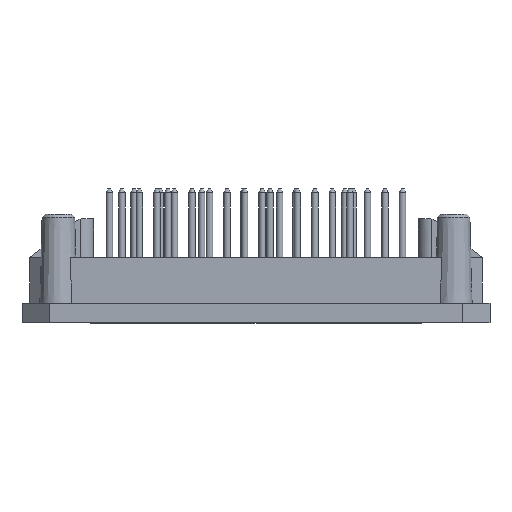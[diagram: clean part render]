
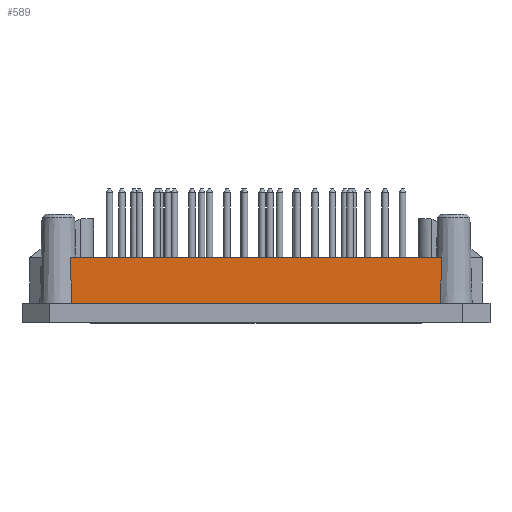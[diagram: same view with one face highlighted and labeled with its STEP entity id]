
A CAD part, front view. The second image highlights one B-rep face of the part: STEP entity #589.
In plain terms, the highlighted planar face has unit normal (0, -1, 0).
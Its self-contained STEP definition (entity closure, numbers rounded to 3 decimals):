
#589 = ADVANCED_FACE( '', ( #1318 ), #1319, .T. );
#1318 = FACE_OUTER_BOUND( '', #2239, .T. );
#1319 = PLANE( '', #2240 );
#2239 = EDGE_LOOP( '', ( #3722, #3723, #3724, #3725 ) );
#2240 = AXIS2_PLACEMENT_3D( '', #3726, #3727, #3728 );
#3722 = ORIENTED_EDGE( '', *, *, #4430, .T. );
#3723 = ORIENTED_EDGE( '', *, *, #4047, .F. );
#3724 = ORIENTED_EDGE( '', *, *, #4541, .T. );
#3725 = ORIENTED_EDGE( '', *, *, #4551, .F. );
#3726 = CARTESIAN_POINT( '', ( 34.8, -16.825, 10. ) );
#3727 = DIRECTION( '', ( 0., -1., 0. ) );
#3728 = DIRECTION( '', ( 1., 0., 0. ) );
#4047 = EDGE_CURVE( '', #4684, #4686, #4687, .T. );
#4430 = EDGE_CURVE( '', #5281, #4686, #5282, .T. );
#4541 = EDGE_CURVE( '', #4684, #5427, #5429, .T. );
#4551 = EDGE_CURVE( '', #5281, #5427, #5439, .T. );
#4684 = VERTEX_POINT( '', #5620 );
#4686 = VERTEX_POINT( '', #5622 );
#4687 = B_SPLINE_CURVE_WITH_KNOTS( '', 3, ( #5623, #5624, #5625, #5626, #5627, #5628, #5629 ), .UNSPECIFIED., .F., .F., ( 4, 3, 4 ), ( 0., 0.005, 0.007 ), .UNSPECIFIED. );
#5281 = VERTEX_POINT( '', #6540 );
#5282 = LINE( '', #6541, #6542 );
#5427 = VERTEX_POINT( '', #6729 );
#5429 = LINE( '', #6731, #6732 );
#5439 = B_SPLINE_CURVE_WITH_KNOTS( '', 3, ( #6743, #6744, #6745, #6746, #6747, #6748, #6749 ), .UNSPECIFIED., .F., .F., ( 4, 3, 4 ), ( 0., 0.006, 0.007 ), .UNSPECIFIED. );
#5620 = CARTESIAN_POINT( '', ( 28.595, -16.825, 10. ) );
#5622 = CARTESIAN_POINT( '', ( 28.333, -16.825, 3. ) );
#5623 = CARTESIAN_POINT( '', ( 28.595, -16.825, 10. ) );
#5624 = CARTESIAN_POINT( '', ( 28.528, -16.825, 8.263 ) );
#5625 = CARTESIAN_POINT( '', ( 28.462, -16.825, 6.526 ) );
#5626 = CARTESIAN_POINT( '', ( 28.398, -16.825, 4.789 ) );
#5627 = CARTESIAN_POINT( '', ( 28.377, -16.825, 4.193 ) );
#5628 = CARTESIAN_POINT( '', ( 28.355, -16.825, 3.596 ) );
#5629 = CARTESIAN_POINT( '', ( 28.333, -16.825, 3. ) );
#6540 = CARTESIAN_POINT( '', ( -28.333, -16.825, 3. ) );
#6541 = CARTESIAN_POINT( '', ( 34.8, -16.825, 3. ) );
#6542 = VECTOR( '', #7339, 1000. );
#6729 = CARTESIAN_POINT( '', ( -28.595, -16.825, 10. ) );
#6731 = CARTESIAN_POINT( '', ( 34.8, -16.825, 10. ) );
#6732 = VECTOR( '', #7469, 1000. );
#6743 = CARTESIAN_POINT( '', ( -28.333, -16.825, 3. ) );
#6744 = CARTESIAN_POINT( '', ( -28.4, -16.825, 4.856 ) );
#6745 = CARTESIAN_POINT( '', ( -28.469, -16.825, 6.712 ) );
#6746 = CARTESIAN_POINT( '', ( -28.54, -16.825, 8.568 ) );
#6747 = CARTESIAN_POINT( '', ( -28.558, -16.825, 9.045 ) );
#6748 = CARTESIAN_POINT( '', ( -28.577, -16.825, 9.523 ) );
#6749 = CARTESIAN_POINT( '', ( -28.595, -16.825, 10. ) );
#7339 = DIRECTION( '', ( 1., 0., 0. ) );
#7469 = DIRECTION( '', ( -1., 0., 0. ) );
